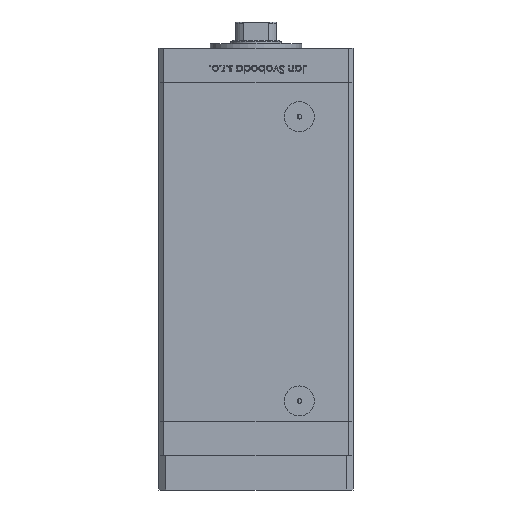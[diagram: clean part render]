
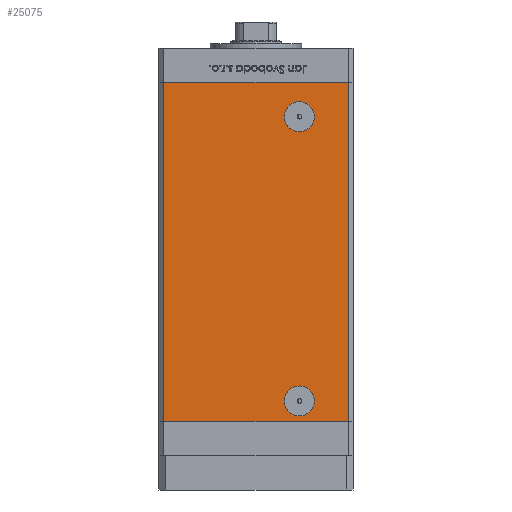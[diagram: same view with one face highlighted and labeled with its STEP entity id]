
A CAD part, front view. The second image highlights one B-rep face of the part: STEP entity #25075.
In plain terms, the highlighted planar face has unit normal (0, -1, 0).
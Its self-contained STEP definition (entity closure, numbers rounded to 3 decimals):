
#1782 = CARTESIAN_POINT ( 'NONE',  ( -40.5, -37.5, 148.5 ) ) ;
#2313 = CARTESIAN_POINT ( 'NONE',  ( 19., -37.5, 9. ) ) ;
#2696 = AXIS2_PLACEMENT_3D ( 'NONE', #2313, #23737, #52569 ) ;
#3222 = ORIENTED_EDGE ( 'NONE', *, *, #37997, .F. ) ;
#4176 = DIRECTION ( 'NONE',  ( 0., 1., 0. ) ) ;
#4366 = CARTESIAN_POINT ( 'NONE',  ( 40.5, -37.5, 148.5 ) ) ;
#4526 = EDGE_CURVE ( 'NONE', #50114, #53685, #28789, .T. ) ;
#5539 = ORIENTED_EDGE ( 'NONE', *, *, #4526, .F. ) ;
#5622 = AXIS2_PLACEMENT_3D ( 'NONE', #42295, #46641, #38209 ) ;
#6161 = ORIENTED_EDGE ( 'NONE', *, *, #53375, .T. ) ;
#6200 = CARTESIAN_POINT ( 'NONE',  ( -40.5, -37.5, 148.5 ) ) ;
#6883 = CIRCLE ( 'NONE', #8608, 6.58 ) ;
#7366 = EDGE_CURVE ( 'NONE', #29218, #51112, #6883, .T. ) ;
#7972 = EDGE_CURVE ( 'NONE', #12522, #33521, #12145, .T. ) ;
#8608 = AXIS2_PLACEMENT_3D ( 'NONE', #44540, #52964, #15484 ) ;
#9102 = CARTESIAN_POINT ( 'NONE',  ( -40.5, -37.5, 148.5 ) ) ;
#9311 = DIRECTION ( 'NONE',  ( 1., 0., 0. ) ) ;
#9644 = FACE_BOUND ( 'NONE', #32109, .T. ) ;
#10972 = CARTESIAN_POINT ( 'NONE',  ( 19., -37.5, 15.58 ) ) ;
#11066 = EDGE_CURVE ( 'NONE', #30827, #24621, #14536, .T. ) ;
#11082 = EDGE_CURVE ( 'NONE', #51112, #29218, #39089, .T. ) ;
#12145 = CIRCLE ( 'NONE', #20757, 6.58 ) ;
#12311 = ORIENTED_EDGE ( 'NONE', *, *, #7972, .T. ) ;
#12324 = DIRECTION ( 'NONE',  ( 0., 0., -1. ) ) ;
#12522 = VERTEX_POINT ( 'NONE', #39954 ) ;
#14370 = CARTESIAN_POINT ( 'NONE',  ( 40.5, -37.5, 0. ) ) ;
#14536 = LINE ( 'NONE', #9102, #28666 ) ;
#15484 = DIRECTION ( 'NONE',  ( 0., 0., -1. ) ) ;
#16375 = VECTOR ( 'NONE', #53550, 1000. ) ;
#17476 = LINE ( 'NONE', #30481, #44180 ) ;
#19127 = CARTESIAN_POINT ( 'NONE',  ( -40.5, -37.5, 148.5 ) ) ;
#20592 = ORIENTED_EDGE ( 'NONE', *, *, #11082, .F. ) ;
#20757 = AXIS2_PLACEMENT_3D ( 'NONE', #32692, #4176, #12324 ) ;
#22905 = FACE_OUTER_BOUND ( 'NONE', #49309, .T. ) ;
#23168 = DIRECTION ( 'NONE',  ( 0., 1., 0. ) ) ;
#23737 = DIRECTION ( 'NONE',  ( 0., -1., 0. ) ) ;
#24148 = ORIENTED_EDGE ( 'NONE', *, *, #11066, .T. ) ;
#24390 = CARTESIAN_POINT ( 'NONE',  ( -40.5, -37.5, 0. ) ) ;
#24621 = VERTEX_POINT ( 'NONE', #24390 ) ;
#25075 = ADVANCED_FACE ( 'NONE', ( #43867, #22905, #9644 ), #38703, .F. ) ;
#25645 = DIRECTION ( 'NONE',  ( 0., 0., -1. ) ) ;
#25934 = CARTESIAN_POINT ( 'NONE',  ( 19., -37.5, 140.08 ) ) ;
#28004 = EDGE_LOOP ( 'NONE', ( #20592, #50339 ) ) ;
#28666 = VECTOR ( 'NONE', #25645, 1000. ) ;
#28789 = LINE ( 'NONE', #4366, #16375 ) ;
#29218 = VERTEX_POINT ( 'NONE', #10972 ) ;
#30481 = CARTESIAN_POINT ( 'NONE',  ( -40.5, -37.5, 0. ) ) ;
#30827 = VERTEX_POINT ( 'NONE', #1782 ) ;
#32109 = EDGE_LOOP ( 'NONE', ( #12311, #6161 ) ) ;
#32692 = CARTESIAN_POINT ( 'NONE',  ( 19., -37.5, 133.5 ) ) ;
#32716 = AXIS2_PLACEMENT_3D ( 'NONE', #19127, #23168, #52015 ) ;
#33521 = VERTEX_POINT ( 'NONE', #25934 ) ;
#33861 = EDGE_CURVE ( 'NONE', #24621, #53685, #17476, .T. ) ;
#34711 = LINE ( 'NONE', #6200, #39124 ) ;
#37997 = EDGE_CURVE ( 'NONE', #30827, #50114, #34711, .T. ) ;
#38209 = DIRECTION ( 'NONE',  ( 0., 0., -1. ) ) ;
#38703 = PLANE ( 'NONE',  #32716 ) ;
#39089 = CIRCLE ( 'NONE', #2696, 6.58 ) ;
#39124 = VECTOR ( 'NONE', #48031, 1000. ) ;
#39954 = CARTESIAN_POINT ( 'NONE',  ( 19., -37.5, 126.92 ) ) ;
#39960 = ORIENTED_EDGE ( 'NONE', *, *, #33861, .T. ) ;
#41950 = CARTESIAN_POINT ( 'NONE',  ( 40.5, -37.5, 148.5 ) ) ;
#42295 = CARTESIAN_POINT ( 'NONE',  ( 19., -37.5, 133.5 ) ) ;
#43310 = CARTESIAN_POINT ( 'NONE',  ( 19., -37.5, 2.42 ) ) ;
#43867 = FACE_BOUND ( 'NONE', #28004, .T. ) ;
#44180 = VECTOR ( 'NONE', #9311, 1000. ) ;
#44540 = CARTESIAN_POINT ( 'NONE',  ( 19., -37.5, 9. ) ) ;
#46641 = DIRECTION ( 'NONE',  ( 0., 1., 0. ) ) ;
#48031 = DIRECTION ( 'NONE',  ( 1., 0., 0. ) ) ;
#49309 = EDGE_LOOP ( 'NONE', ( #39960, #5539, #3222, #24148 ) ) ;
#49847 = CIRCLE ( 'NONE', #5622, 6.58 ) ;
#50114 = VERTEX_POINT ( 'NONE', #41950 ) ;
#50339 = ORIENTED_EDGE ( 'NONE', *, *, #7366, .F. ) ;
#51112 = VERTEX_POINT ( 'NONE', #43310 ) ;
#52015 = DIRECTION ( 'NONE',  ( 0., 0., 1. ) ) ;
#52569 = DIRECTION ( 'NONE',  ( 0., 0., -1. ) ) ;
#52964 = DIRECTION ( 'NONE',  ( 0., -1., 0. ) ) ;
#53375 = EDGE_CURVE ( 'NONE', #33521, #12522, #49847, .T. ) ;
#53550 = DIRECTION ( 'NONE',  ( 0., 0., -1. ) ) ;
#53685 = VERTEX_POINT ( 'NONE', #14370 ) ;
